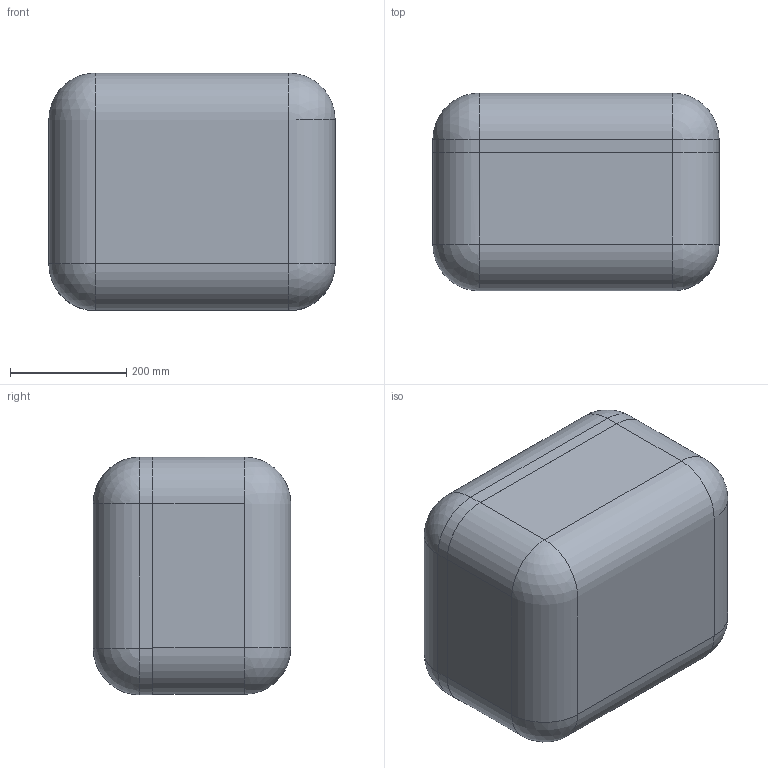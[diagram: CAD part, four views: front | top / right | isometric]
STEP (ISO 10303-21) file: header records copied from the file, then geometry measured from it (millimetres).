
FILE_DESCRIPTION (( 'STEP AP214' ), '1' );
FILE_NAME ('Êåéñ Ê-725 óïð.STEP', '2025-08-13T14:19:53', ( '' ), ( '' ), 'SwSTEP 2.0', 'SolidWorks 2021', '' );
FILE_SCHEMA (( 'AUTOMOTIVE_DESIGN' ));
Length unit declared in the file: millimetre
Products named in the file (3): Êðûøêà Ê-725(óïð).; Êîðïóñ Ê-725(óïð); Êåéñ Ê-725 óïð
Assembly tree (2 placements, depth 2):
  Êåéñ Ê-725 óïð
    Êðûøêà Ê-725(óïð).
    Êîðïóñ Ê-725(óïð)
Bounding box: 491.69 x 339.42 x 408.47 mm (x, y, z)
Volume: 39310581 mm3; surface area: 1526665.3 mm2
Topology: 2 solids, 2 shells, 1559 faces, 4049 edges, 2472 vertices
Faces by surface type: bspline 607, plane 555, cylinder 328, torus 44, sphere 25
Entity records: 70960 total; most frequent: CARTESIAN_POINT 38986, ORIENTED_EDGE 7962, DIRECTION 4492, EDGE_CURVE 3981, VERTEX_POINT 2471, LINE 1700, VECTOR 1700, B_SPLINE_CURVE_WITH_KNOTS 1675
